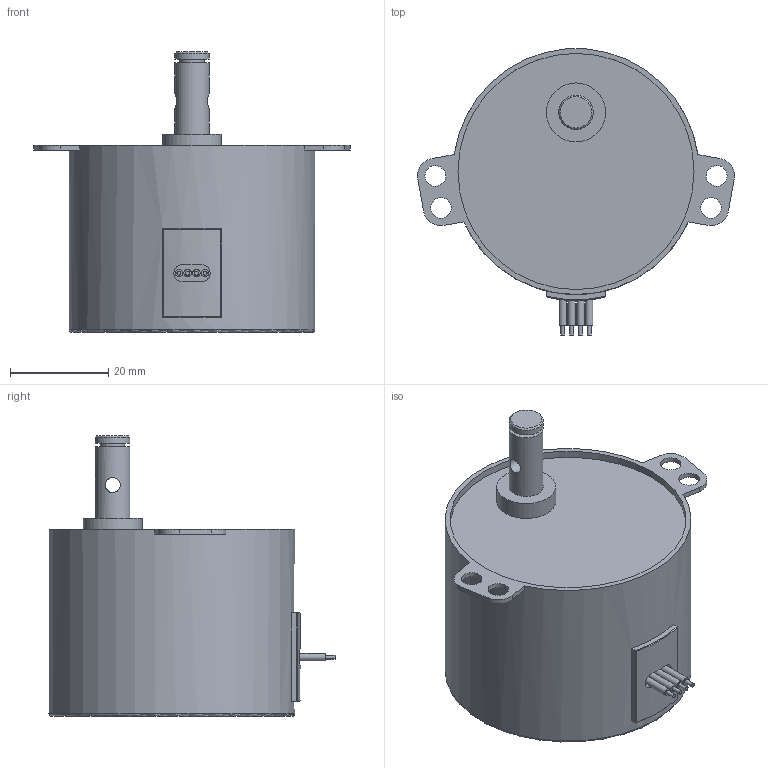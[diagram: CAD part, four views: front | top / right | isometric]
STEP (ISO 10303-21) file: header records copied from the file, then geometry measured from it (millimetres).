
FILE_DESCRIPTION((''),'2;1');
FILE_NAME('MD Serie Modell.stp','2017-01-30T13:32:31',('bauer'),(''),'Autodesk Inventor 2012','Autodesk Inventor 2012','');
FILE_SCHEMA(('AUTOMOTIVE_DESIGN { 1 0 10303 214 1 1 1 1 }'));
Length unit declared in the file: millimetre
Products named in the file (1): MD Serie Modell
Bounding box: 64.4 x 58.14 x 57 mm (x, y, z)
Volume: 73280 mm3; surface area: 11314.2 mm2
Topology: 1 solids, 1 shells, 62 faces, 136 edges, 90 vertices
Faces by surface type: plane 32, cylinder 26, cone 3, torus 1
Full cylindrical faces by diameter (mm): 0.8 x4, 1.5 x4, 3.05 x1, 4.2 x4, 5 x1, 7 x2, 12 x1, 48 x1, 50 x1
Entity records: 1822 total; most frequent: CARTESIAN_POINT 382, DIRECTION 284, ORIENTED_EDGE 222, AXIS2_PLACEMENT_3D 122, EDGE_CURVE 111, EDGE_LOOP 108, VERTEX_POINT 87, STYLED_ITEM 63
